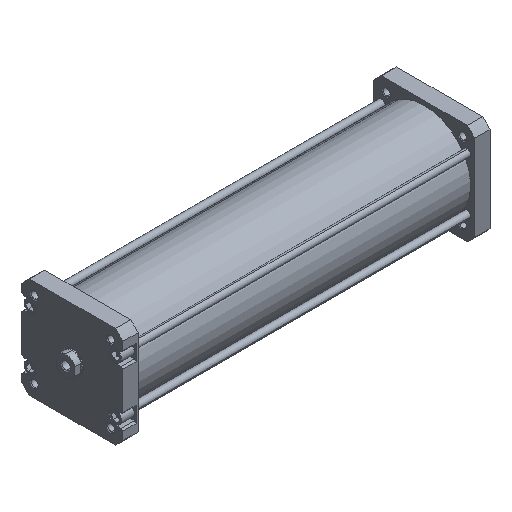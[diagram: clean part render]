
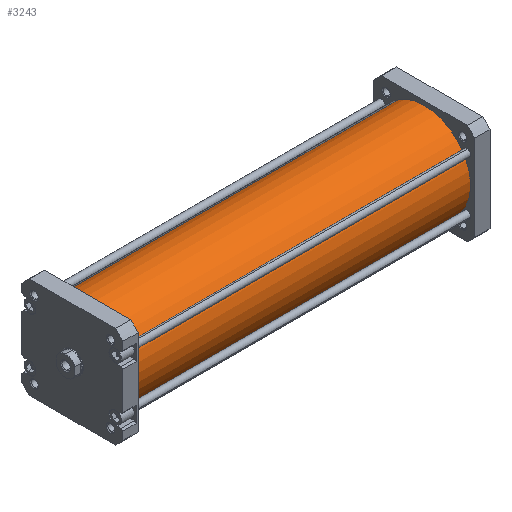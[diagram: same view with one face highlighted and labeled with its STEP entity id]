
A CAD part, isometric view. The second image highlights one B-rep face of the part: STEP entity #3243.
In plain terms, the highlighted cylindrical face has radius 66.5 mm (diameter 133 mm), a partial arc.
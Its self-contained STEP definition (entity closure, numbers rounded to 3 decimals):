
#355 = CARTESIAN_POINT ( 'NONE',  ( 66.5, 0., 484. ) ) ;
#356 = CARTESIAN_POINT ( 'NONE',  ( 66.5, 0., 0. ) ) ;
#357 = VERTEX_POINT ( 'NONE', #707 ) ;
#358 = VERTEX_POINT ( 'NONE', #356 ) ;
#359 = VERTEX_POINT ( 'NONE', #705 ) ;
#360 = VERTEX_POINT ( 'NONE', #355 ) ;
#705 = CARTESIAN_POINT ( 'NONE',  ( -66.5, 0., 484. ) ) ;
#707 = CARTESIAN_POINT ( 'NONE',  ( -66.5, 0., 0. ) ) ;
#1577 = EDGE_CURVE ( 'NONE', #360, #358, #5106, .T. ) ;
#1579 = EDGE_CURVE ( 'NONE', #359, #357, #5101, .T. ) ;
#1580 = EDGE_CURVE ( 'NONE', #359, #360, #5095, .T. ) ;
#1582 = EDGE_CURVE ( 'NONE', #357, #358, #5090, .T. ) ;
#1890 = AXIS2_PLACEMENT_3D ( 'NONE', #3099, #3101, #3102 ) ;
#1897 = AXIS2_PLACEMENT_3D ( 'NONE', #3100, #3107, #3108 ) ;
#3085 = CARTESIAN_POINT ( 'NONE',  ( 66.5, 0., 484. ) ) ;
#3090 = CARTESIAN_POINT ( 'NONE',  ( -66.5, 0., 484. ) ) ;
#3094 = DIRECTION ( 'NONE',  ( 0., 0., -1. ) ) ;
#3098 = DIRECTION ( 'NONE',  ( 0., 0., -1. ) ) ;
#3099 = CARTESIAN_POINT ( 'NONE',  ( 0., 0., 484. ) ) ;
#3100 = CARTESIAN_POINT ( 'NONE',  ( 0., 0., 0. ) ) ;
#3101 = DIRECTION ( 'NONE',  ( 0., 0., 1. ) ) ;
#3102 = DIRECTION ( 'NONE',  ( 1., 0., 0. ) ) ;
#3107 = DIRECTION ( 'NONE',  ( 0., 0., 1. ) ) ;
#3108 = DIRECTION ( 'NONE',  ( 1., 0., 0. ) ) ;
#3243 = ADVANCED_FACE ( 'NONE', ( #3677 ), #3682, .T. ) ;
#3677 = FACE_OUTER_BOUND ( 'NONE', #6241, .T. ) ;
#3682 = CYLINDRICAL_SURFACE ( 'NONE', #4306, 66.5 ) ;
#4306 = AXIS2_PLACEMENT_3D ( 'NONE', #6976, #6957, #6961 ) ;
#5090 = CIRCLE ( 'NONE', #1897, 66.5 ) ;
#5095 = CIRCLE ( 'NONE', #1890, 66.5 ) ;
#5101 = LINE ( 'NONE', #3090, #5108 ) ;
#5106 = LINE ( 'NONE', #3085, #5116 ) ;
#5108 = VECTOR ( 'NONE', #3098, 1000. ) ;
#5116 = VECTOR ( 'NONE', #3094, 1000. ) ;
#5631 = ORIENTED_EDGE ( 'NONE', *, *, #1582, .T. ) ;
#5632 = ORIENTED_EDGE ( 'NONE', *, *, #1579, .T. ) ;
#5633 = ORIENTED_EDGE ( 'NONE', *, *, #1580, .F. ) ;
#5634 = ORIENTED_EDGE ( 'NONE', *, *, #1577, .F. ) ;
#6241 = EDGE_LOOP ( 'NONE', ( #5634, #5633, #5632, #5631 ) ) ;
#6957 = DIRECTION ( 'NONE',  ( 0., 0., -1. ) ) ;
#6961 = DIRECTION ( 'NONE',  ( -1., 0., 0. ) ) ;
#6976 = CARTESIAN_POINT ( 'NONE',  ( 0., 0., 484. ) ) ;
